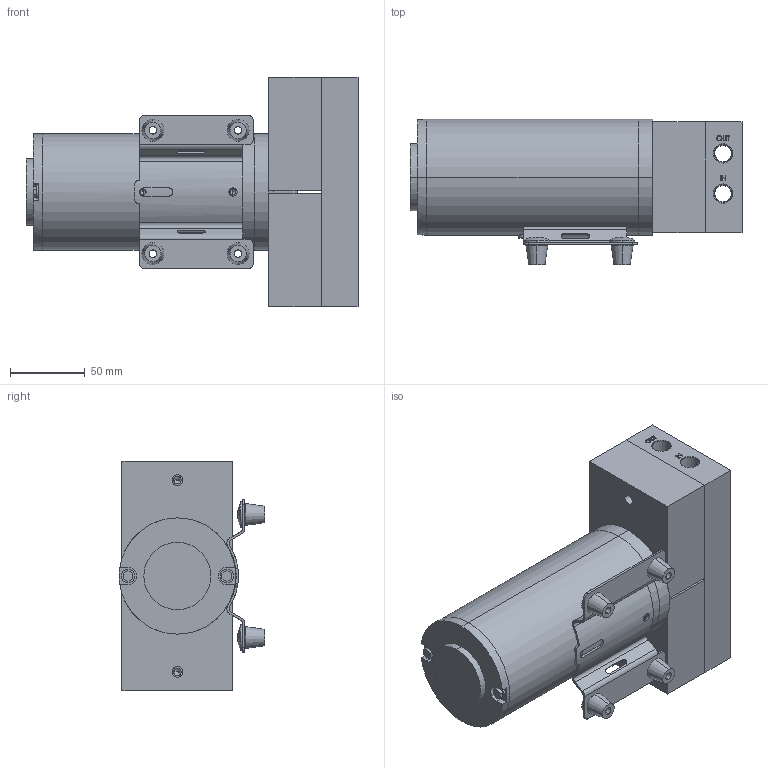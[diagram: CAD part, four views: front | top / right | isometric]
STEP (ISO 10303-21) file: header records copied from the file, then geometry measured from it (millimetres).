
FILE_DESCRIPTION (( 'STEP AP203' ), '1' );
FILE_NAME ('112PVC-M8215.STEP', '2020-08-07T12:50:39', ( '' ), ( '' ), 'SwSTEP 2.0', 'SolidWorks 2018', '' );
FILE_SCHEMA (( 'CONFIG_CONTROL_DESIGN' ));
Length unit declared in the file: inch
Products named in the file (1): 112PVC-M8215
Bounding box: 222.57 x 97.56 x 153.92 mm (x, y, z)
Volume: 1361685.5 mm3; surface area: 221969.3 mm2
Topology: 10 solids, 10 shells, 438 faces, 1091 edges, 702 vertices
Faces by surface type: plane 173, cylinder 171, cone 56, bspline 30, sphere 8
Entity records: 15802 total; most frequent: CARTESIAN_POINT 5148, DIRECTION 2191, ORIENTED_EDGE 2150, EDGE_CURVE 1075, AXIS2_PLACEMENT_3D 805, VERTEX_POINT 702, VECTOR 581, LINE 581
